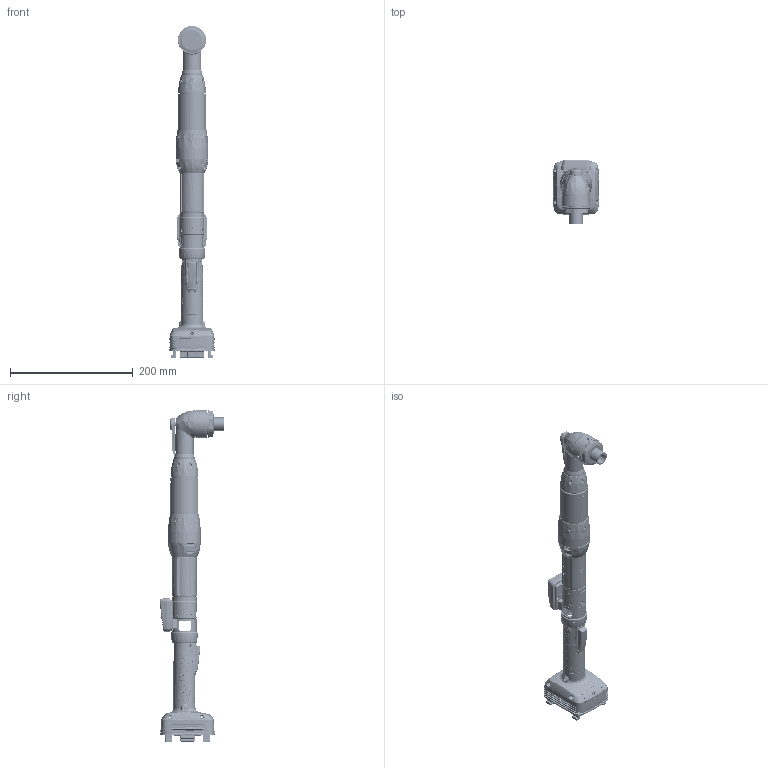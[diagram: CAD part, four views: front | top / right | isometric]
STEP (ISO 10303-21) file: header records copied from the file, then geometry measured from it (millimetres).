
FILE_DESCRIPTION((''),'2;1');
FILE_NAME('EXT_COMP_SW0012','2022-05-18T10:42:14',('INEdipo'),(''),'CREO PARAMETRIC BY PTC INC, 2020281','CREO PARAMETRIC BY PTC INC, 2020281','');
FILE_SCHEMA(('CONFIG_CONTROL_DESIGN'));
Products named in the file (1): EXT_COMP_SW0012
Bounding box: 74.44 x 105.28 x 541.3 mm (x, y, z)
Volume: 702320.1 mm3; surface area: 209972.4 mm2
Topology: 6 solids, 7 shells, 11782 faces, 30454 edges, 19070 vertices
Faces by surface type: plane 4416, cylinder 2537, bspline 2509, extrusion 1435, torus 304, sphere 285, cone 277, revolution 19
Entity records: 509808 total; most frequent: CARTESIAN_POINT 251096, ORIENTED_EDGE 60834, DIRECTION 41573, EDGE_CURVE 30417, VERTEX_POINT 19070, VECTOR 14994, LINE 13559, AXIS2_PLACEMENT_3D 13280
